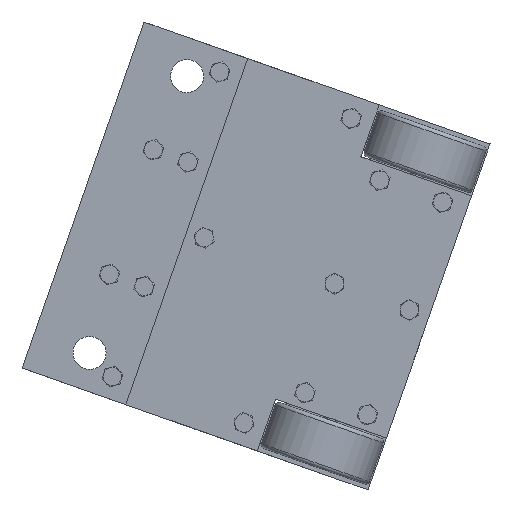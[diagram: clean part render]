
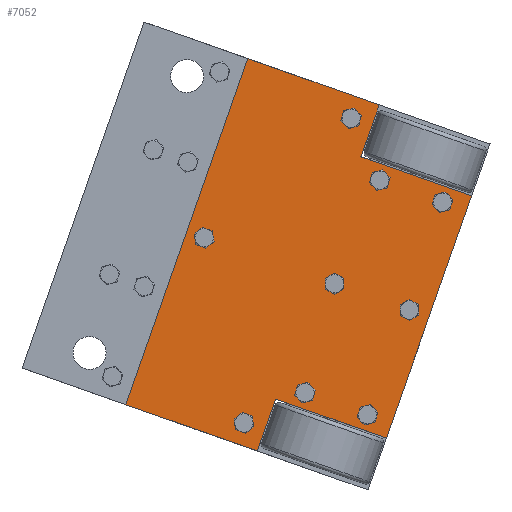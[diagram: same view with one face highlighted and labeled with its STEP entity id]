
A CAD part, left-side view. The second image highlights one B-rep face of the part: STEP entity #7052.
In plain terms, the highlighted face is planar.
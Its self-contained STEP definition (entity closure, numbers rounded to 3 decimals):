
#514=FACE_BOUND('',#1591,.T.);
#515=FACE_BOUND('',#1592,.T.);
#516=FACE_BOUND('',#1593,.T.);
#517=FACE_BOUND('',#1594,.T.);
#518=FACE_BOUND('',#1595,.T.);
#519=FACE_BOUND('',#1596,.T.);
#520=FACE_BOUND('',#1597,.T.);
#521=FACE_BOUND('',#1598,.T.);
#522=FACE_BOUND('',#1599,.T.);
#683=CIRCLE('',#7717,1.25);
#685=CIRCLE('',#7720,1.25);
#687=CIRCLE('',#7723,1.25);
#695=CIRCLE('',#7733,1.25);
#696=CIRCLE('',#7734,1.25);
#697=CIRCLE('',#7735,1.25);
#698=CIRCLE('',#7736,1.25);
#699=CIRCLE('',#7737,1.25);
#700=CIRCLE('',#7738,1.25);
#1097=FACE_OUTER_BOUND('',#1590,.T.);
#1590=EDGE_LOOP('',(#4993,#4994,#4995,#4996,#4997,#4998,#4999,#5000));
#1591=EDGE_LOOP('',(#5001));
#1592=EDGE_LOOP('',(#5002));
#1593=EDGE_LOOP('',(#5003));
#1594=EDGE_LOOP('',(#5004));
#1595=EDGE_LOOP('',(#5005));
#1596=EDGE_LOOP('',(#5006));
#1597=EDGE_LOOP('',(#5007));
#1598=EDGE_LOOP('',(#5008));
#1599=EDGE_LOOP('',(#5009));
#2156=LINE('',#10787,#2715);
#2157=LINE('',#10789,#2716);
#2158=LINE('',#10791,#2717);
#2159=LINE('',#10793,#2718);
#2160=LINE('',#10795,#2719);
#2161=LINE('',#10797,#2720);
#2162=LINE('',#10799,#2721);
#2163=LINE('',#10800,#2722);
#2715=VECTOR('',#8645,10.);
#2716=VECTOR('',#8646,10.);
#2717=VECTOR('',#8647,10.);
#2718=VECTOR('',#8648,10.);
#2719=VECTOR('',#8649,10.);
#2720=VECTOR('',#8650,10.);
#2721=VECTOR('',#8651,10.);
#2722=VECTOR('',#8652,10.);
#3292=VERTEX_POINT('',#10741);
#3294=VERTEX_POINT('',#10746);
#3296=VERTEX_POINT('',#10751);
#3312=VERTEX_POINT('',#10785);
#3313=VERTEX_POINT('',#10786);
#3314=VERTEX_POINT('',#10788);
#3315=VERTEX_POINT('',#10790);
#3316=VERTEX_POINT('',#10792);
#3317=VERTEX_POINT('',#10794);
#3318=VERTEX_POINT('',#10796);
#3319=VERTEX_POINT('',#10798);
#3320=VERTEX_POINT('',#10801);
#3321=VERTEX_POINT('',#10803);
#3322=VERTEX_POINT('',#10805);
#3323=VERTEX_POINT('',#10807);
#3324=VERTEX_POINT('',#10809);
#3325=VERTEX_POINT('',#10811);
#3955=EDGE_CURVE('',#3292,#3292,#683,.T.);
#3957=EDGE_CURVE('',#3294,#3294,#685,.T.);
#3959=EDGE_CURVE('',#3296,#3296,#687,.T.);
#3975=EDGE_CURVE('',#3312,#3313,#2156,.T.);
#3976=EDGE_CURVE('',#3314,#3313,#2157,.T.);
#3977=EDGE_CURVE('',#3315,#3314,#2158,.T.);
#3978=EDGE_CURVE('',#3316,#3315,#2159,.T.);
#3979=EDGE_CURVE('',#3317,#3316,#2160,.T.);
#3980=EDGE_CURVE('',#3317,#3318,#2161,.T.);
#3981=EDGE_CURVE('',#3318,#3319,#2162,.T.);
#3982=EDGE_CURVE('',#3319,#3312,#2163,.T.);
#3983=EDGE_CURVE('',#3320,#3320,#695,.T.);
#3984=EDGE_CURVE('',#3321,#3321,#696,.T.);
#3985=EDGE_CURVE('',#3322,#3322,#697,.T.);
#3986=EDGE_CURVE('',#3323,#3323,#698,.T.);
#3987=EDGE_CURVE('',#3324,#3324,#699,.T.);
#3988=EDGE_CURVE('',#3325,#3325,#700,.T.);
#4993=ORIENTED_EDGE('',*,*,#3975,.T.);
#4994=ORIENTED_EDGE('',*,*,#3976,.F.);
#4995=ORIENTED_EDGE('',*,*,#3977,.F.);
#4996=ORIENTED_EDGE('',*,*,#3978,.F.);
#4997=ORIENTED_EDGE('',*,*,#3979,.F.);
#4998=ORIENTED_EDGE('',*,*,#3980,.T.);
#4999=ORIENTED_EDGE('',*,*,#3981,.T.);
#5000=ORIENTED_EDGE('',*,*,#3982,.T.);
#5001=ORIENTED_EDGE('',*,*,#3983,.T.);
#5002=ORIENTED_EDGE('',*,*,#3955,.T.);
#5003=ORIENTED_EDGE('',*,*,#3957,.T.);
#5004=ORIENTED_EDGE('',*,*,#3959,.T.);
#5005=ORIENTED_EDGE('',*,*,#3984,.T.);
#5006=ORIENTED_EDGE('',*,*,#3985,.T.);
#5007=ORIENTED_EDGE('',*,*,#3986,.T.);
#5008=ORIENTED_EDGE('',*,*,#3987,.T.);
#5009=ORIENTED_EDGE('',*,*,#3988,.T.);
#6779=PLANE('',#7732);
#7052=ADVANCED_FACE('',(#1097,#514,#515,#516,#517,#518,#519,#520,#521,#522),
#6779,.T.);
#7717=AXIS2_PLACEMENT_3D('',#10742,#8605,#8606);
#7720=AXIS2_PLACEMENT_3D('',#10747,#8611,#8612);
#7723=AXIS2_PLACEMENT_3D('',#10752,#8617,#8618);
#7732=AXIS2_PLACEMENT_3D('',#10784,#8643,#8644);
#7733=AXIS2_PLACEMENT_3D('',#10802,#8653,#8654);
#7734=AXIS2_PLACEMENT_3D('',#10804,#8655,#8656);
#7735=AXIS2_PLACEMENT_3D('',#10806,#8657,#8658);
#7736=AXIS2_PLACEMENT_3D('',#10808,#8659,#8660);
#7737=AXIS2_PLACEMENT_3D('',#10810,#8661,#8662);
#7738=AXIS2_PLACEMENT_3D('',#10812,#8663,#8664);
#8605=DIRECTION('center_axis',(0.,-1.,0.));
#8606=DIRECTION('ref_axis',(-1.,0.,0.));
#8611=DIRECTION('center_axis',(0.,-1.,0.));
#8612=DIRECTION('ref_axis',(-1.,0.,0.));
#8617=DIRECTION('center_axis',(0.,-1.,0.));
#8618=DIRECTION('ref_axis',(-1.,0.,0.));
#8643=DIRECTION('center_axis',(0.,1.,0.));
#8644=DIRECTION('ref_axis',(0.,0.,1.));
#8645=DIRECTION('',(1.,0.,0.));
#8646=DIRECTION('',(0.,0.,1.));
#8647=DIRECTION('',(-1.,0.,0.));
#8648=DIRECTION('',(0.,0.,1.));
#8649=DIRECTION('',(1.,0.,0.));
#8650=DIRECTION('',(0.,0.,1.));
#8651=DIRECTION('',(1.,0.,0.));
#8652=DIRECTION('',(0.,0.,1.));
#8653=DIRECTION('center_axis',(0.,-1.,0.));
#8654=DIRECTION('ref_axis',(0.,0.,-1.));
#8655=DIRECTION('center_axis',(0.,-1.,0.));
#8656=DIRECTION('ref_axis',(0.,0.,-1.));
#8657=DIRECTION('center_axis',(0.,-1.,0.));
#8658=DIRECTION('ref_axis',(0.,0.,-1.));
#8659=DIRECTION('center_axis',(0.,-1.,0.));
#8660=DIRECTION('ref_axis',(1.,0.,0.));
#8661=DIRECTION('center_axis',(0.,-1.,0.));
#8662=DIRECTION('ref_axis',(1.,0.,0.));
#8663=DIRECTION('center_axis',(0.,-1.,0.));
#8664=DIRECTION('ref_axis',(1.,0.,0.));
#10741=CARTESIAN_POINT('',(31.95,3.,28.05));
#10742=CARTESIAN_POINT('Origin',(30.7,3.,28.05));
#10746=CARTESIAN_POINT('',(45.25,3.,-3.));
#10747=CARTESIAN_POINT('Origin',(44.,3.,-3.));
#10751=CARTESIAN_POINT('',(31.95,3.,9.95));
#10752=CARTESIAN_POINT('Origin',(30.7,3.,9.95));
#10784=CARTESIAN_POINT('Origin',(-23.,3.,-2.));
#10785=CARTESIAN_POINT('',(-35.,3.,35.));
#10786=CARTESIAN_POINT('',(35.,3.,35.));
#10787=CARTESIAN_POINT('',(0.,3.,35.));
#10788=CARTESIAN_POINT('',(35.,3.,3.));
#10789=CARTESIAN_POINT('',(35.,3.,35.));
#10790=CARTESIAN_POINT('',(50.,3.,3.));
#10791=CARTESIAN_POINT('',(35.,3.,3.));
#10792=CARTESIAN_POINT('',(50.,3.,-35.));
#10793=CARTESIAN_POINT('',(50.,3.,3.));
#10794=CARTESIAN_POINT('',(-50.,3.,-35.));
#10795=CARTESIAN_POINT('',(50.,3.,-35.));
#10796=CARTESIAN_POINT('',(-50.,3.,3.));
#10797=CARTESIAN_POINT('',(-50.,3.,3.));
#10798=CARTESIAN_POINT('',(-35.,3.,3.));
#10799=CARTESIAN_POINT('',(-35.,3.,3.));
#10800=CARTESIAN_POINT('',(-35.,3.,35.));
#10801=CARTESIAN_POINT('',(0.,3.,-31.25));
#10802=CARTESIAN_POINT('Origin',(0.,3.,-30.));
#10803=CARTESIAN_POINT('',(0.,3.,28.05));
#10804=CARTESIAN_POINT('Origin',(0.,3.,29.3));
#10805=CARTESIAN_POINT('',(0.,3.,6.45));
#10806=CARTESIAN_POINT('Origin',(0.,3.,7.7));
#10807=CARTESIAN_POINT('',(-31.95,3.,28.05));
#10808=CARTESIAN_POINT('Origin',(-30.7,3.,28.05));
#10809=CARTESIAN_POINT('',(-31.95,3.,9.95));
#10810=CARTESIAN_POINT('Origin',(-30.7,3.,9.95));
#10811=CARTESIAN_POINT('',(-45.25,3.,-3.));
#10812=CARTESIAN_POINT('Origin',(-44.,3.,-3.));
